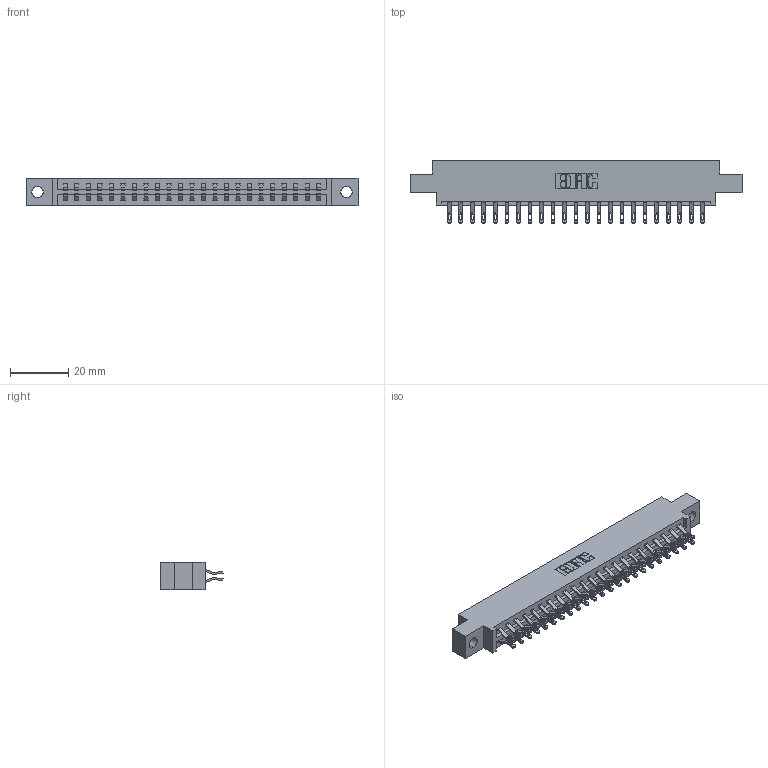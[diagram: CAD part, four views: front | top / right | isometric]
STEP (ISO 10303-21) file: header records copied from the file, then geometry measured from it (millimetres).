
FILE_DESCRIPTION (( 'STEP AP203' ), '1' );
FILE_NAME ('337-046-555-804.STEP', '2018-08-09T08:12:40', ( '' ), ( '' ), 'SwSTEP 2.0', 'SolidWorks 2016', '' );
FILE_SCHEMA (( 'CONFIG_CONTROL_DESIGN' ));
Length unit declared in the file: inch
Products named in the file (3): 337 Part_0.170 Offset - 0.156 Dia-TH; 345-292-001_555 Tail; 337-046-555-804
Assembly tree (47 placements, depth 2):
  337-046-555-804
    337 Part_0.170 Offset - 0.156 Dia-TH
    345-292-001_555 Tail  x46
Bounding box: 114.15 x 21.47 x 9.4 mm (x, y, z)
Volume: 11704.9 mm3; surface area: 13455.9 mm2
Topology: 47 solids, 47 shells, 2878 faces, 9017 edges, 6010 vertices
Faces by surface type: plane 1730, cylinder 1148
Entity records: 20751 total; most frequent: CARTESIAN_POINT 3548, ORIENTED_EDGE 3454, DIRECTION 3023, EDGE_CURVE 1727, LINE 1579, VECTOR 1579, VERTEX_POINT 1150, AXIS2_PLACEMENT_3D 722
